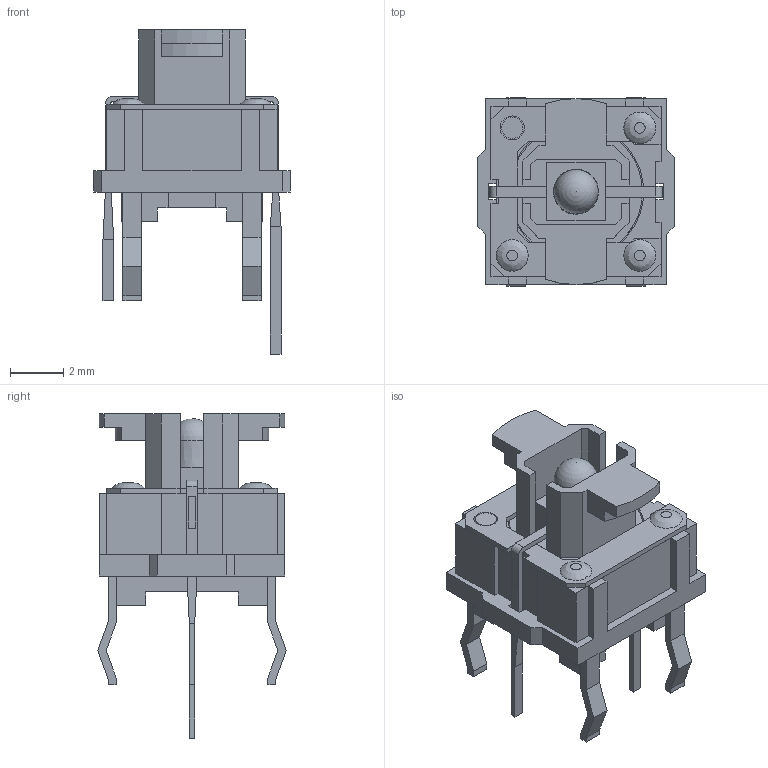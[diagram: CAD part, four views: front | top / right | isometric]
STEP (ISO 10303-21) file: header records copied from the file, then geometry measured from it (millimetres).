
FILE_DESCRIPTION((' '),'2;1');
FILE_NAME('TL1265xQN.stp','2017-07-26T13:36:53',(' '),(' '),' ','ACIS',' ');
FILE_SCHEMA(('CONFIG_CONTROL_DESIGN'));
Length unit declared in the file: inch
Products named in the file (6): TL1265xQN.stp; Body1; Body2; Body3; Body4; Body5
Assembly tree (5 placements, depth 2):
  TL1265xQN.stp
    Body1
    Body2
    Body3
    Body4
    Body5
Bounding box: 7.4 x 7.1 x 12.2 mm (x, y, z)
Volume: 167.3 mm3; surface area: 553 mm2
Topology: 6 solids, 7 shells, 284 faces, 769 edges, 499 vertices
Faces by surface type: plane 250, cylinder 21, cone 7, bspline 5, sphere 1
Full cylindrical faces by diameter (mm): 0.8 x4, 0.9 x4, 5 x1
Entity records: 9611 total; most frequent: CARTESIAN_POINT 1721, ORIENTED_EDGE 1486, DIRECTION 1382, EDGE_CURVE 743, VECTOR 676, LINE 676, VERTEX_POINT 491, AXIS2_PLACEMENT_3D 353
